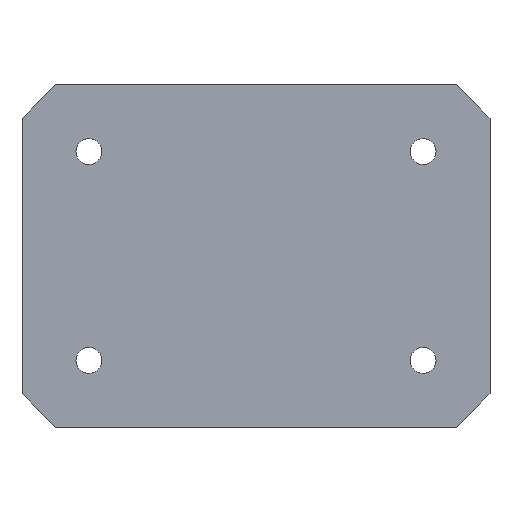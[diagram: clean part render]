
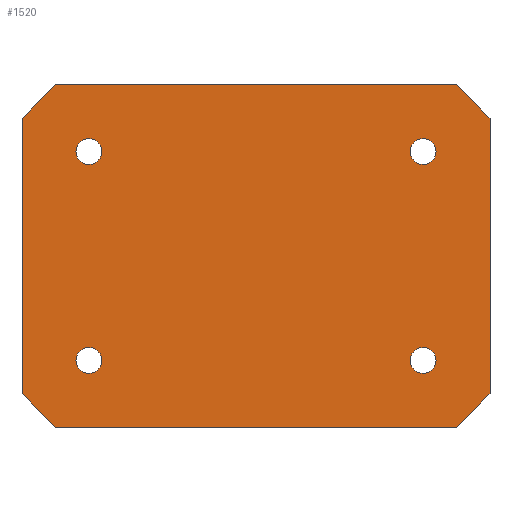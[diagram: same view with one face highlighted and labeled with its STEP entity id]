
A CAD part, front view. The second image highlights one B-rep face of the part: STEP entity #1520.
In plain terms, the highlighted planar face has unit normal (0, -1, 0).
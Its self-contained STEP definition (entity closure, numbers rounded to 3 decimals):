
#52=FACE_BOUND('',#161,.T.);
#53=FACE_BOUND('',#162,.T.);
#54=FACE_BOUND('',#163,.T.);
#55=FACE_BOUND('',#164,.T.);
#62=CIRCLE('',#1639,1.55);
#63=CIRCLE('',#1640,1.55);
#64=CIRCLE('',#1641,1.55);
#65=CIRCLE('',#1642,1.55);
#72=FACE_OUTER_BOUND('',#160,.T.);
#160=EDGE_LOOP('',(#1016,#1017,#1018,#1019,#1020,#1021,#1022,#1023));
#161=EDGE_LOOP('',(#1024));
#162=EDGE_LOOP('',(#1025));
#163=EDGE_LOOP('',(#1026));
#164=EDGE_LOOP('',(#1027));
#258=LINE('',#2112,#454);
#260=LINE('',#2116,#456);
#263=LINE('',#2122,#459);
#264=LINE('',#2124,#460);
#265=LINE('',#2126,#461);
#266=LINE('',#2128,#462);
#267=LINE('',#2130,#463);
#268=LINE('',#2131,#464);
#454=VECTOR('',#1732,10.);
#456=VECTOR('',#1736,10.);
#459=VECTOR('',#1741,10.);
#460=VECTOR('',#1742,10.);
#461=VECTOR('',#1743,10.);
#462=VECTOR('',#1744,10.);
#463=VECTOR('',#1745,10.);
#464=VECTOR('',#1746,10.);
#650=VERTEX_POINT('',#2109);
#651=VERTEX_POINT('',#2111);
#652=VERTEX_POINT('',#2115);
#654=VERTEX_POINT('',#2121);
#655=VERTEX_POINT('',#2123);
#656=VERTEX_POINT('',#2125);
#657=VERTEX_POINT('',#2127);
#658=VERTEX_POINT('',#2129);
#659=VERTEX_POINT('',#2132);
#660=VERTEX_POINT('',#2134);
#661=VERTEX_POINT('',#2136);
#662=VERTEX_POINT('',#2138);
#794=EDGE_CURVE('',#650,#651,#258,.T.);
#796=EDGE_CURVE('',#651,#652,#260,.T.);
#799=EDGE_CURVE('',#654,#650,#263,.T.);
#800=EDGE_CURVE('',#655,#654,#264,.T.);
#801=EDGE_CURVE('',#656,#655,#265,.T.);
#802=EDGE_CURVE('',#657,#656,#266,.T.);
#803=EDGE_CURVE('',#658,#657,#267,.T.);
#804=EDGE_CURVE('',#652,#658,#268,.T.);
#805=EDGE_CURVE('',#659,#659,#62,.T.);
#806=EDGE_CURVE('',#660,#660,#63,.T.);
#807=EDGE_CURVE('',#661,#661,#64,.T.);
#808=EDGE_CURVE('',#662,#662,#65,.T.);
#1016=ORIENTED_EDGE('',*,*,#794,.F.);
#1017=ORIENTED_EDGE('',*,*,#799,.F.);
#1018=ORIENTED_EDGE('',*,*,#800,.F.);
#1019=ORIENTED_EDGE('',*,*,#801,.F.);
#1020=ORIENTED_EDGE('',*,*,#802,.F.);
#1021=ORIENTED_EDGE('',*,*,#803,.F.);
#1022=ORIENTED_EDGE('',*,*,#804,.F.);
#1023=ORIENTED_EDGE('',*,*,#796,.F.);
#1024=ORIENTED_EDGE('',*,*,#805,.F.);
#1025=ORIENTED_EDGE('',*,*,#806,.F.);
#1026=ORIENTED_EDGE('',*,*,#807,.F.);
#1027=ORIENTED_EDGE('',*,*,#808,.F.);
#1442=PLANE('',#1638);
#1520=ADVANCED_FACE('',(#72,#52,#53,#54,#55),#1442,.F.);
#1638=AXIS2_PLACEMENT_3D('',#2120,#1739,#1740);
#1639=AXIS2_PLACEMENT_3D('',#2133,#1747,#1748);
#1640=AXIS2_PLACEMENT_3D('',#2135,#1749,#1750);
#1641=AXIS2_PLACEMENT_3D('',#2137,#1751,#1752);
#1642=AXIS2_PLACEMENT_3D('',#2139,#1753,#1754);
#1732=DIRECTION('',(0.707,0.,0.707));
#1736=DIRECTION('',(1.,0.,0.));
#1739=DIRECTION('center_axis',(0.,1.,0.));
#1740=DIRECTION('ref_axis',(0.,0.,1.));
#1741=DIRECTION('',(0.,0.,1.));
#1742=DIRECTION('',(-0.707,0.,0.707));
#1743=DIRECTION('',(-1.,0.,0.));
#1744=DIRECTION('',(-0.707,0.,-0.707));
#1745=DIRECTION('',(0.,0.,-1.));
#1746=DIRECTION('',(0.707,0.,-0.707));
#1747=DIRECTION('center_axis',(0.,-1.,0.));
#1748=DIRECTION('ref_axis',(1.,0.,0.));
#1749=DIRECTION('center_axis',(0.,-1.,0.));
#1750=DIRECTION('ref_axis',(1.,0.,0.));
#1751=DIRECTION('center_axis',(0.,-1.,0.));
#1752=DIRECTION('ref_axis',(1.,0.,0.));
#1753=DIRECTION('center_axis',(0.,-1.,0.));
#1754=DIRECTION('ref_axis',(1.,0.,0.));
#2109=CARTESIAN_POINT('',(-28.,0.,16.5));
#2111=CARTESIAN_POINT('',(-24.,0.,20.5));
#2112=CARTESIAN_POINT('',(-24.125,0.,20.375));
#2115=CARTESIAN_POINT('',(24.,0.,20.5));
#2116=CARTESIAN_POINT('',(-28.,0.,20.5));
#2120=CARTESIAN_POINT('Origin',(0.,0.,0.));
#2121=CARTESIAN_POINT('',(-28.,0.,-16.5));
#2122=CARTESIAN_POINT('',(-28.,0.,-20.5));
#2123=CARTESIAN_POINT('',(-24.,0.,-20.5));
#2124=CARTESIAN_POINT('',(-24.125,0.,-20.375));
#2125=CARTESIAN_POINT('',(24.,0.,-20.5));
#2126=CARTESIAN_POINT('',(28.,0.,-20.5));
#2127=CARTESIAN_POINT('',(28.,0.,-16.5));
#2128=CARTESIAN_POINT('',(24.125,0.,-20.375));
#2129=CARTESIAN_POINT('',(28.,0.,16.5));
#2130=CARTESIAN_POINT('',(28.,0.,20.5));
#2131=CARTESIAN_POINT('',(24.125,0.,20.375));
#2132=CARTESIAN_POINT('',(-21.55,0.,12.5));
#2133=CARTESIAN_POINT('Origin',(-20.,0.,12.5));
#2134=CARTESIAN_POINT('',(-21.55,0.,-12.5));
#2135=CARTESIAN_POINT('Origin',(-20.,0.,-12.5));
#2136=CARTESIAN_POINT('',(18.45,0.,12.5));
#2137=CARTESIAN_POINT('Origin',(20.,0.,12.5));
#2138=CARTESIAN_POINT('',(18.45,0.,-12.5));
#2139=CARTESIAN_POINT('Origin',(20.,0.,-12.5));
